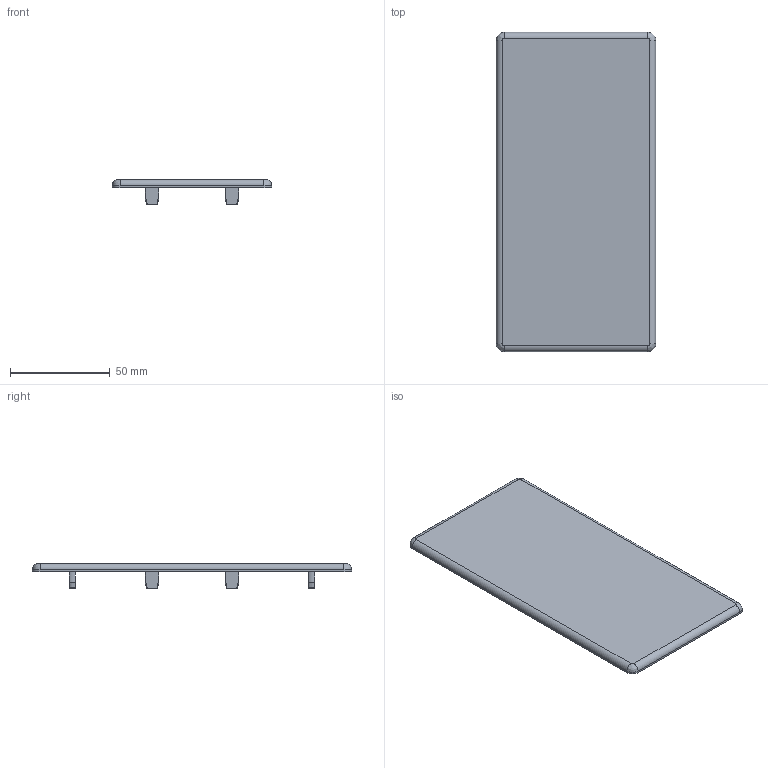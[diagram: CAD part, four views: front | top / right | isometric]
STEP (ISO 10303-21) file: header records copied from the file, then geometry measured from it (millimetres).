
FILE_DESCRIPTION(/* description */ ('Abdeckkappe 80x160'),/* implementation_level */ '2;1');
FILE_NAME(/* name */ '281005017 Abdeckkappe 80x160.stp',/* time_stamp */ '2020-09-21T12:20:58+02:00',/* author */ ('wheldmann'),/* organization */ (''),/* preprocessor_version */ 'ST-DEVELOPER v17.2',/* originating_system */ 'Autodesk Inventor 2019',/* authorisation */ ' ');
FILE_SCHEMA (('AUTOMOTIVE_DESIGN { 1 0 10303 214 3 1 1 }'));
Length unit declared in the file: millimetre
Products named in the file (1): 281005017
Bounding box: 80 x 160 x 12.5 mm (x, y, z)
Volume: 40276 mm3; surface area: 28668.4 mm2
Topology: 1 solids, 1 shells, 101 faces, 262 edges, 172 vertices
Faces by surface type: plane 41, cylinder 24, cone 16, torus 16, bspline 4
Entity records: 3345 total; most frequent: CARTESIAN_POINT 920, ORIENTED_EDGE 524, DIRECTION 478, EDGE_CURVE 262, AXIS2_PLACEMENT_3D 182, VERTEX_POINT 172, LINE 114, VECTOR 114
